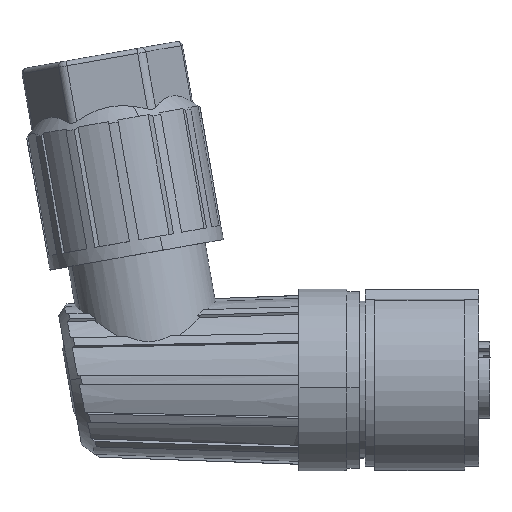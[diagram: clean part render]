
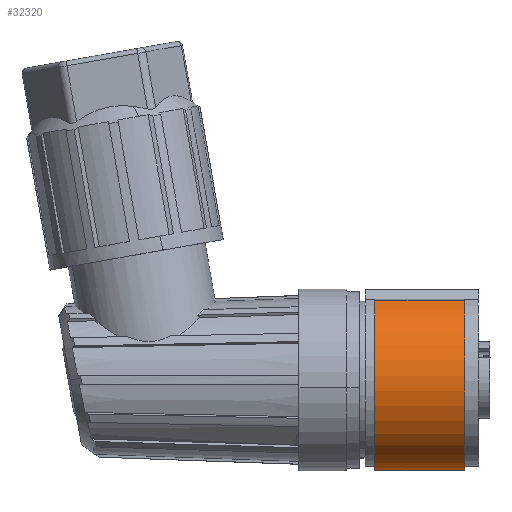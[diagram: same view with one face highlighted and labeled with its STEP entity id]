
A CAD part, left-side view. The second image highlights one B-rep face of the part: STEP entity #32320.
In plain terms, the highlighted cylindrical face has radius 9.5 mm (diameter 19 mm), a partial arc.
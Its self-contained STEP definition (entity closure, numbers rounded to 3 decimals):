
#31710=CARTESIAN_POINT('',(6.038,-16.765,
29.977));
#31720=VERTEX_POINT('',#31710);
#31800=CARTESIAN_POINT('',(6.038,-21.321,
37.867));
#31810=VERTEX_POINT('',#31800);
#31840=CARTESIAN_POINT('',(-2.172,-17.789,
34.646));
#31850=DIRECTION('',(-0.174,-0.853,
-0.492));
#31860=DIRECTION('',(-0.985,0.15,
0.087));
#31870=AXIS2_PLACEMENT_3D('',#31840,#31850,#31860);
#31880=CIRCLE('',#31870,9.5);
#31890=EDGE_CURVE('',#31810,#31720,#31880,.T.);
#32010=CARTESIAN_POINT('',(-3.718,-25.38,
30.263));
#32020=DIRECTION('',(-0.174,-0.853,
-0.492));
#32030=DIRECTION('',(-0.985,0.15,
0.087));
#32040=AXIS2_PLACEMENT_3D('',#32010,#32020,#32030);
#32050=CYLINDRICAL_SURFACE('',#32040,9.5);
#32060=CARTESIAN_POINT('',(4.492,-24.356,
25.594));
#32070=DIRECTION('',(-0.174,-0.853,
-0.492));
#32080=VECTOR('',#32070,1.);
#32090=LINE('',#32060,#32080);
#32100=CARTESIAN_POINT('',(4.405,-24.782,
25.348));
#32110=VERTEX_POINT('',#32100);
#32120=EDGE_CURVE('',#31720,#32110,#32090,.T.);
#32130=ORIENTED_EDGE('',*,*,#32120,.T.);
#32140=ORIENTED_EDGE('',*,*,#31890,.T.);
#32150=CARTESIAN_POINT('',(4.492,-28.911,
33.485));
#32160=DIRECTION('',(-0.174,-0.853,
-0.492));
#32170=VECTOR('',#32160,1.);
#32180=LINE('',#32150,#32170);
#32190=CARTESIAN_POINT('',(4.405,-29.338,
33.239));
#32200=VERTEX_POINT('',#32190);
#32210=EDGE_CURVE('',#31810,#32200,#32180,.T.);
#32220=ORIENTED_EDGE('',*,*,#32210,.F.);
#32230=CARTESIAN_POINT('',(-3.804,-25.806,
30.017));
#32240=DIRECTION('',(-0.174,-0.853,
-0.492));
#32250=DIRECTION('',(-0.985,0.15,
0.087));
#32260=AXIS2_PLACEMENT_3D('',#32230,#32240,#32250);
#32270=CIRCLE('',#32260,9.5);
#32280=EDGE_CURVE('',#32200,#32110,#32270,.T.);
#32290=ORIENTED_EDGE('',*,*,#32280,.F.);
#32300=EDGE_LOOP('',(#32290,#32220,#32140,#32130));
#32310=FACE_OUTER_BOUND('',#32300,.T.);
#32320=ADVANCED_FACE('',(#32310),#32050,.T.);
